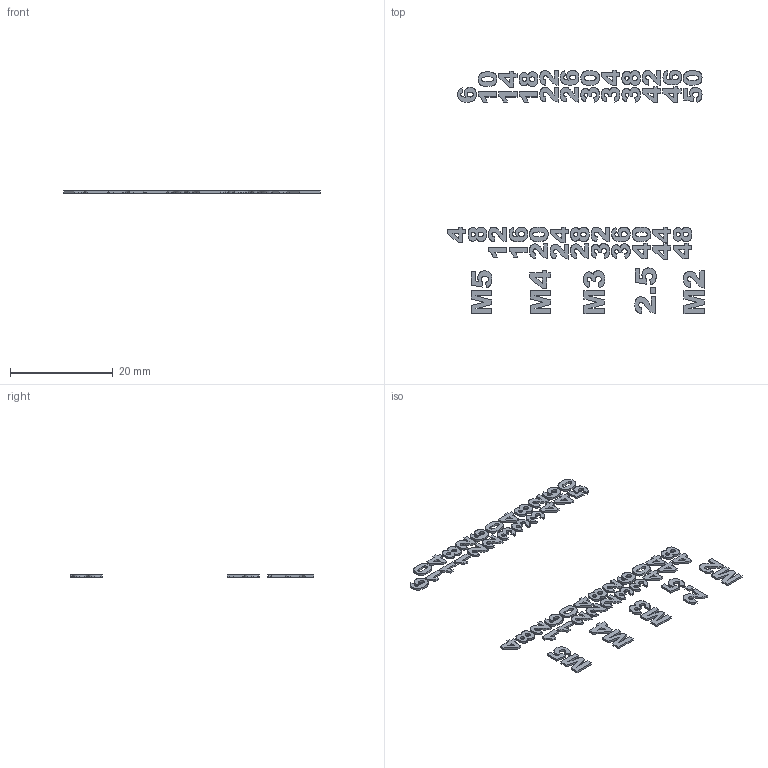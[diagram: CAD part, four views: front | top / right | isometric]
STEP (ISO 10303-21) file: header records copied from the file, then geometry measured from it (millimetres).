
FILE_DESCRIPTION(/* description */ (''),/* implementation_level */ '2;1');
FILE_NAME(/* name */ 'Labels Only.step',/* time_stamp */ '2022-05-19T00:49:16-05:00',/* author */ (''),/* organization */ (''),/* preprocessor_version */ 'ST-DEVELOPER v18.1',/* originating_system */ 'Autodesk Translation Framework v10.14.0.1471',/* authorisation */ '');
FILE_SCHEMA (('AUTOMOTIVE_DESIGN { 1 0 10303 214 3 1 1 }'));
Length unit declared in the file: millimetre
Products named in the file (1): Labels Only
Bounding box: 50.1 x 47.5 x 0.4 mm (x, y, z)
Volume: 155.8 mm3; surface area: 1170.9 mm2
Topology: 56 solids, 56 shells, 1304 faces, 3576 edges, 2384 vertices
Faces by surface type: bspline 869, plane 435
Entity records: 42300 total; most frequent: CARTESIAN_POINT 15086, ORIENTED_EDGE 7152, EDGE_CURVE 3576, DIRECTION 2710, VERTEX_POINT 2384, LINE 1838, VECTOR 1838, B_SPLINE_CURVE_WITH_KNOTS 1738
